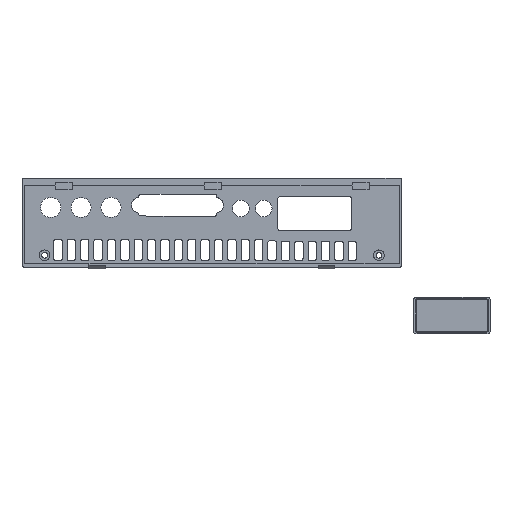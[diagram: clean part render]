
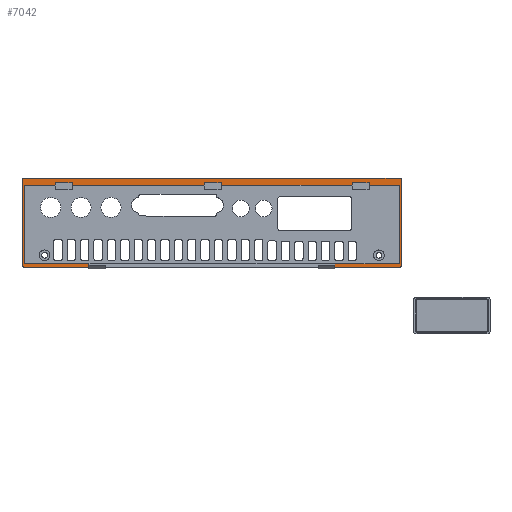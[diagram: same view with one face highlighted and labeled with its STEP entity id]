
A CAD part, top view. The second image highlights one B-rep face of the part: STEP entity #7042.
In plain terms, the highlighted planar face has unit normal (0, 0, 1).
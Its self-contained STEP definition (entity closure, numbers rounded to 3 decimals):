
#6887=CARTESIAN_POINT('',(425.041,62.965,2.));
#6888=VERTEX_POINT('',#6887);
#6895=CARTESIAN_POINT('',(463.5,62.965,2.));
#6896=VERTEX_POINT('',#6895);
#6897=CARTESIAN_POINT('',(463.5,62.965,2.));
#6898=DIRECTION('',(-1.,-0.,0.));
#6899=VECTOR('',#6898,38.459);
#6900=LINE('',#6897,#6899);
#6901=EDGE_CURVE('',#6896,#6888,#6900,.T.);
#6912=CARTESIAN_POINT('',(238.,61.,2.));
#6913=DIRECTION('',(0.,0.,1.));
#6914=DIRECTION('',(1.,0.,0.));
#6915=AXIS2_PLACEMENT_3D('',#6912,#6913,#6914);
#6916=PLANE('',#6915);
#6917=CARTESIAN_POINT('',(465.,113.,2.));
#6918=VERTEX_POINT('',#6917);
#6919=CARTESIAN_POINT('',(464.,114.,2.));
#6920=VERTEX_POINT('',#6919);
#6921=CARTESIAN_POINT('',(464.,113.,2.));
#6922=DIRECTION('',(-0.,-0.,1.));
#6923=DIRECTION('',(-1.,0.,0.));
#6924=AXIS2_PLACEMENT_3D('',#6921,#6922,#6923);
#6925=CIRCLE('',#6924,1.);
#6926=EDGE_CURVE('',#6918,#6920,#6925,.T.);
#6927=ORIENTED_EDGE('',*,*,#6926,.T.);
#6928=CARTESIAN_POINT('',(239.,114.,2.));
#6929=VERTEX_POINT('',#6928);
#6930=CARTESIAN_POINT('',(239.,114.,2.));
#6931=DIRECTION('',(1.,0.,-0.));
#6932=VECTOR('',#6931,225.);
#6933=LINE('',#6930,#6932);
#6934=EDGE_CURVE('',#6929,#6920,#6933,.T.);
#6935=ORIENTED_EDGE('',*,*,#6934,.F.);
#6936=CARTESIAN_POINT('',(238.,113.,2.));
#6937=VERTEX_POINT('',#6936);
#6938=CARTESIAN_POINT('',(239.,113.,2.));
#6939=DIRECTION('',(-0.,-0.,1.));
#6940=DIRECTION('',(-1.,0.,0.));
#6941=AXIS2_PLACEMENT_3D('',#6938,#6939,#6940);
#6942=CIRCLE('',#6941,1.);
#6943=EDGE_CURVE('',#6929,#6937,#6942,.T.);
#6944=ORIENTED_EDGE('',*,*,#6943,.T.);
#6945=CARTESIAN_POINT('',(238.,62.,2.));
#6946=VERTEX_POINT('',#6945);
#6947=CARTESIAN_POINT('',(238.,62.,2.));
#6948=DIRECTION('',(0.,1.,0.));
#6949=VECTOR('',#6948,51.);
#6950=LINE('',#6947,#6949);
#6951=EDGE_CURVE('',#6946,#6937,#6950,.T.);
#6952=ORIENTED_EDGE('',*,*,#6951,.F.);
#6953=CARTESIAN_POINT('',(239.,61.,2.));
#6954=VERTEX_POINT('',#6953);
#6955=CARTESIAN_POINT('',(239.,62.,2.));
#6956=DIRECTION('',(-0.,-0.,1.));
#6957=DIRECTION('',(-1.,0.,0.));
#6958=AXIS2_PLACEMENT_3D('',#6955,#6956,#6957);
#6959=CIRCLE('',#6958,1.);
#6960=EDGE_CURVE('',#6946,#6954,#6959,.T.);
#6961=ORIENTED_EDGE('',*,*,#6960,.T.);
#6962=CARTESIAN_POINT('',(278.043,61.,2.));
#6963=VERTEX_POINT('',#6962);
#6964=CARTESIAN_POINT('',(278.043,61.,2.));
#6965=DIRECTION('',(-1.,-0.,0.));
#6966=VECTOR('',#6965,39.043);
#6967=LINE('',#6964,#6966);
#6968=EDGE_CURVE('',#6963,#6954,#6967,.T.);
#6969=ORIENTED_EDGE('',*,*,#6968,.F.);
#6970=CARTESIAN_POINT('',(278.043,62.965,2.));
#6971=VERTEX_POINT('',#6970);
#6972=CARTESIAN_POINT('',(278.043,62.965,2.));
#6973=DIRECTION('',(-0.,-1.,-0.));
#6974=VECTOR('',#6973,1.965);
#6975=LINE('',#6972,#6974);
#6976=EDGE_CURVE('',#6971,#6963,#6975,.T.);
#6977=ORIENTED_EDGE('',*,*,#6976,.F.);
#6978=CARTESIAN_POINT('',(239.5,62.965,2.));
#6979=VERTEX_POINT('',#6978);
#6980=CARTESIAN_POINT('',(278.043,62.965,2.));
#6981=DIRECTION('',(-1.,-0.,0.));
#6982=VECTOR('',#6981,38.543);
#6983=LINE('',#6980,#6982);
#6984=EDGE_CURVE('',#6971,#6979,#6983,.T.);
#6985=ORIENTED_EDGE('',*,*,#6984,.T.);
#6986=CARTESIAN_POINT('',(239.5,109.965,2.));
#6987=VERTEX_POINT('',#6986);
#6988=CARTESIAN_POINT('',(239.5,62.965,2.));
#6989=DIRECTION('',(0.,1.,0.));
#6990=VECTOR('',#6989,47.);
#6991=LINE('',#6988,#6990);
#6992=EDGE_CURVE('',#6979,#6987,#6991,.T.);
#6993=ORIENTED_EDGE('',*,*,#6992,.T.);
#6994=CARTESIAN_POINT('',(463.5,109.965,2.));
#6995=VERTEX_POINT('',#6994);
#6996=CARTESIAN_POINT('',(239.5,109.965,2.));
#6997=DIRECTION('',(1.,0.,-0.));
#6998=VECTOR('',#6997,224.);
#6999=LINE('',#6996,#6998);
#7000=EDGE_CURVE('',#6987,#6995,#6999,.T.);
#7001=ORIENTED_EDGE('',*,*,#7000,.T.);
#7002=CARTESIAN_POINT('',(463.5,109.965,2.));
#7003=DIRECTION('',(-0.,-1.,-0.));
#7004=VECTOR('',#7003,47.);
#7005=LINE('',#7002,#7004);
#7006=EDGE_CURVE('',#6995,#6896,#7005,.T.);
#7007=ORIENTED_EDGE('',*,*,#7006,.T.);
#7008=ORIENTED_EDGE('',*,*,#6901,.T.);
#7009=CARTESIAN_POINT('',(425.041,61.,2.));
#7010=VERTEX_POINT('',#7009);
#7011=CARTESIAN_POINT('',(425.041,61.,2.));
#7012=DIRECTION('',(0.,1.,0.));
#7013=VECTOR('',#7012,1.965);
#7014=LINE('',#7011,#7013);
#7015=EDGE_CURVE('',#7010,#6888,#7014,.T.);
#7016=ORIENTED_EDGE('',*,*,#7015,.F.);
#7017=CARTESIAN_POINT('',(464.,61.,2.));
#7018=VERTEX_POINT('',#7017);
#7019=CARTESIAN_POINT('',(464.,61.,2.));
#7020=DIRECTION('',(-1.,-0.,0.));
#7021=VECTOR('',#7020,38.959);
#7022=LINE('',#7019,#7021);
#7023=EDGE_CURVE('',#7018,#7010,#7022,.T.);
#7024=ORIENTED_EDGE('',*,*,#7023,.F.);
#7025=CARTESIAN_POINT('',(465.,62.,2.));
#7026=VERTEX_POINT('',#7025);
#7027=CARTESIAN_POINT('',(464.,62.,2.));
#7028=DIRECTION('',(-0.,-0.,1.));
#7029=DIRECTION('',(-1.,0.,0.));
#7030=AXIS2_PLACEMENT_3D('',#7027,#7028,#7029);
#7031=CIRCLE('',#7030,1.);
#7032=EDGE_CURVE('',#7018,#7026,#7031,.T.);
#7033=ORIENTED_EDGE('',*,*,#7032,.T.);
#7034=CARTESIAN_POINT('',(465.,113.,2.));
#7035=DIRECTION('',(-0.,-1.,-0.));
#7036=VECTOR('',#7035,51.);
#7037=LINE('',#7034,#7036);
#7038=EDGE_CURVE('',#6918,#7026,#7037,.T.);
#7039=ORIENTED_EDGE('',*,*,#7038,.F.);
#7040=EDGE_LOOP('',(#6927,#6935,#6944,#6952,#6961,#6969,#6977,#6985,#6993,#7001,#7007,#7008,#7016,#7024,#7033,#7039));
#7041=FACE_BOUND('',#7040,.T.);
#7042=ADVANCED_FACE('',(#7041),#6916,.T.);
